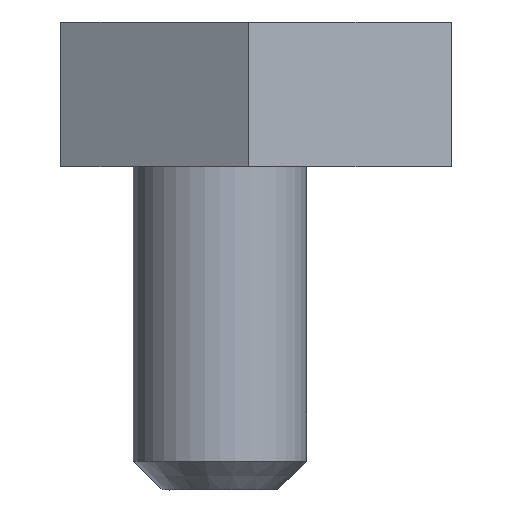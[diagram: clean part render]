
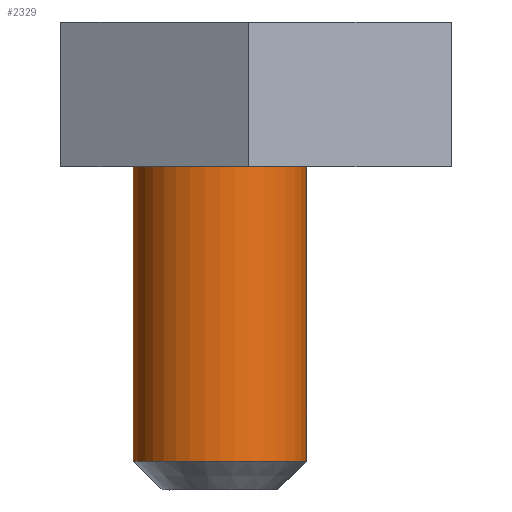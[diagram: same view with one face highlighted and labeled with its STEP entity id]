
A CAD part, front view. The second image highlights one B-rep face of the part: STEP entity #2329.
In plain terms, the highlighted cylindrical face has radius 6 mm (diameter 12 mm), a partial arc.
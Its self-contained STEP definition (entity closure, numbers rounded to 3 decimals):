
#349 = CYLINDRICAL_SURFACE ( 'NONE', #2170, 6. ) ;
#450 = AXIS2_PLACEMENT_3D ( 'NONE', #1213, #1143, #2116 ) ;
#755 = ORIENTED_EDGE ( 'NONE', *, *, #3811, .T. ) ;
#1063 = VERTEX_POINT ( 'NONE', #2547 ) ;
#1143 = DIRECTION ( 'NONE',  ( 0., 0., -1. ) ) ;
#1213 = CARTESIAN_POINT ( 'NONE',  ( 0., 0., 0. ) ) ;
#1326 = LINE ( 'NONE', #2800, #5813 ) ;
#1561 = EDGE_CURVE ( 'NONE', #5372, #6054, #1326, .T. ) ;
#1676 = CARTESIAN_POINT ( 'NONE',  ( 6., 0., -23. ) ) ;
#1917 = EDGE_CURVE ( 'NONE', #4415, #1063, #3017, .T. ) ;
#2116 = DIRECTION ( 'NONE',  ( 1., 0., 0. ) ) ;
#2170 = AXIS2_PLACEMENT_3D ( 'NONE', #3907, #4888, #5459 ) ;
#2282 = CIRCLE ( 'NONE', #3240, 6. ) ;
#2329 = ADVANCED_FACE ( 'NONE', ( #2927 ), #349, .T. ) ;
#2547 = CARTESIAN_POINT ( 'NONE',  ( 6., 0., 0. ) ) ;
#2800 = CARTESIAN_POINT ( 'NONE',  ( -6., 0., -25. ) ) ;
#2927 = FACE_OUTER_BOUND ( 'NONE', #5989, .T. ) ;
#3017 = LINE ( 'NONE', #6011, #4207 ) ;
#3237 = EDGE_CURVE ( 'NONE', #1063, #6054, #5827, .T. ) ;
#3240 = AXIS2_PLACEMENT_3D ( 'NONE', #5824, #3695, #4309 ) ;
#3628 = CARTESIAN_POINT ( 'NONE',  ( -6., 0., -23. ) ) ;
#3695 = DIRECTION ( 'NONE',  ( 0., 0., 1. ) ) ;
#3811 = EDGE_CURVE ( 'NONE', #5372, #4415, #2282, .T. ) ;
#3907 = CARTESIAN_POINT ( 'NONE',  ( 0., 0., -25. ) ) ;
#4167 = ORIENTED_EDGE ( 'NONE', *, *, #3237, .T. ) ;
#4207 = VECTOR ( 'NONE', #6145, 1000. ) ;
#4309 = DIRECTION ( 'NONE',  ( -1., 0., 0. ) ) ;
#4415 = VERTEX_POINT ( 'NONE', #1676 ) ;
#4664 = ORIENTED_EDGE ( 'NONE', *, *, #1561, .F. ) ;
#4824 = CARTESIAN_POINT ( 'NONE',  ( -6., 0., 0. ) ) ;
#4888 = DIRECTION ( 'NONE',  ( 0., 0., 1. ) ) ;
#5372 = VERTEX_POINT ( 'NONE', #3628 ) ;
#5459 = DIRECTION ( 'NONE',  ( 1., 0., 0. ) ) ;
#5813 = VECTOR ( 'NONE', #6455, 1000. ) ;
#5824 = CARTESIAN_POINT ( 'NONE',  ( 0., 0., -23. ) ) ;
#5827 = CIRCLE ( 'NONE', #450, 6. ) ;
#5989 = EDGE_LOOP ( 'NONE', ( #4664, #755, #6350, #4167 ) ) ;
#6011 = CARTESIAN_POINT ( 'NONE',  ( 6., 0., -25. ) ) ;
#6054 = VERTEX_POINT ( 'NONE', #4824 ) ;
#6145 = DIRECTION ( 'NONE',  ( 0., 0., 1. ) ) ;
#6350 = ORIENTED_EDGE ( 'NONE', *, *, #1917, .T. ) ;
#6455 = DIRECTION ( 'NONE',  ( 0., 0., 1. ) ) ;
